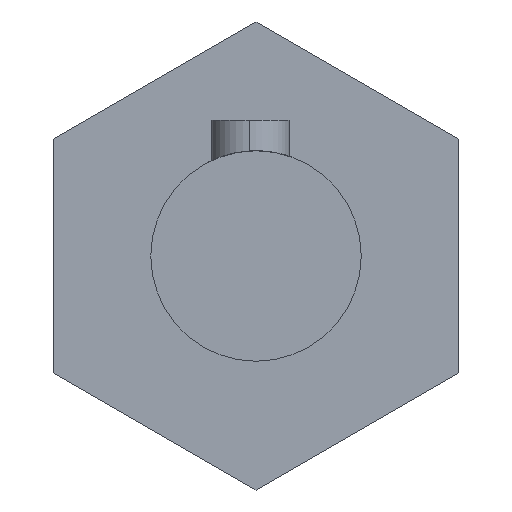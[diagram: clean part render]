
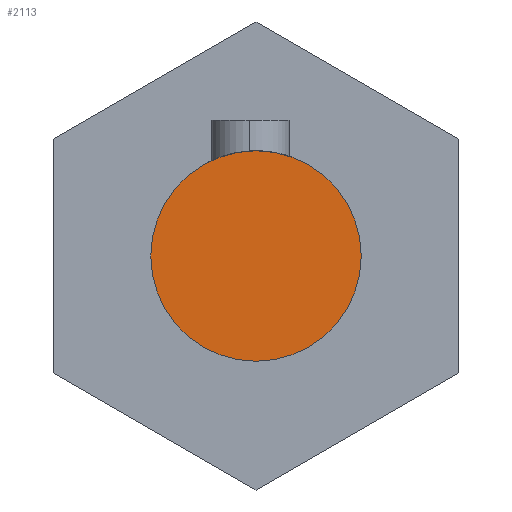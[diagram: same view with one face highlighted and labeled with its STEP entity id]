
A CAD part, front view. The second image highlights one B-rep face of the part: STEP entity #2113.
In plain terms, the highlighted planar face has unit normal (0, -1, 0).
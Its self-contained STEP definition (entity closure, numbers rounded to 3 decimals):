
#39=PLANE('',#2265);
#95=FACE_OUTER_BOUND('',#224,.T.);
#224=EDGE_LOOP('',(#1448));
#344=CIRCLE('',#2263,6.75);
#827=VERTEX_POINT('',#4079);
#1063=EDGE_CURVE('',#827,#827,#344,.T.);
#1448=ORIENTED_EDGE('',*,*,#1063,.F.);
#2113=ADVANCED_FACE('',(#95),#39,.F.);
#2263=AXIS2_PLACEMENT_3D('',#4081,#2469,#2470);
#2265=AXIS2_PLACEMENT_3D('',#4083,#2473,#2474);
#2469=DIRECTION('center_axis',(0.,1.,0.));
#2470=DIRECTION('ref_axis',(1.,0.,0.));
#2473=DIRECTION('center_axis',(0.,1.,0.));
#2474=DIRECTION('ref_axis',(1.,0.,0.));
#4079=CARTESIAN_POINT('',(-6.75,-28.,0.));
#4081=CARTESIAN_POINT('Origin',(0.,-28.,0.));
#4083=CARTESIAN_POINT('Origin',(0.,-28.,0.));
